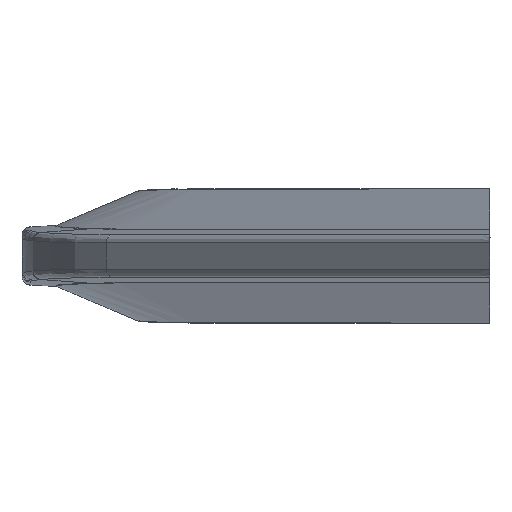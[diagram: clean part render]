
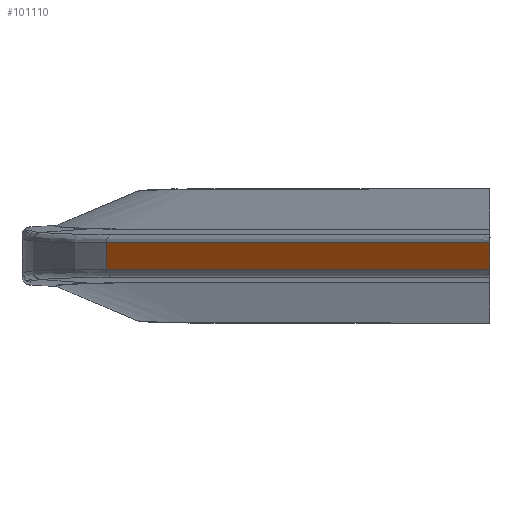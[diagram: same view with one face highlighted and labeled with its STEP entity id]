
A CAD part, left-side view. The second image highlights one B-rep face of the part: STEP entity #101110.
In plain terms, the highlighted face is planar.
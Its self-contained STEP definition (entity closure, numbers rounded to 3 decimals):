
#72090=CARTESIAN_POINT('',(-261.231,34.204,
0.933));
#72100=VERTEX_POINT('',#72090);
#72130=CARTESIAN_POINT('',(-261.231,34.204,1.5));
#72140=DIRECTION('',(0.,0.,-1.));
#72150=VECTOR('',#72140,1000.);
#72160=LINE('',#72130,#72150);
#72170=CARTESIAN_POINT('',(-261.231,34.204,
-0.933));
#72180=VERTEX_POINT('',#72170);
#72190=EDGE_CURVE('',#72100,#72180,#72160,.T.);
#84400=CARTESIAN_POINT('',(-231.89,6.887,
-0.933));
#84410=CARTESIAN_POINT('',(-231.91,6.905,
-0.933));
#84420=CARTESIAN_POINT('',(-231.93,6.924,
-0.933));
#84430=CARTESIAN_POINT('',(-236.82,11.477,
-0.933));
#84440=CARTESIAN_POINT('',(-241.69,16.011,
-0.933));
#84450=CARTESIAN_POINT('',(-251.597,25.234,
-0.933));
#84460=CARTESIAN_POINT('',(-256.633,29.923,
-0.933));
#84470=CARTESIAN_POINT('',(-261.67,34.612,
-0.933));
#84480=B_SPLINE_CURVE_WITH_KNOTS('',3,(#84400,#84410,#84420,#84430,
#84440,#84450,#84460,#84470),.UNSPECIFIED.,.F.,.F.,(4,2,2,4),(0.,
0.082,20.044,40.689),.UNSPECIFIED.);
#84490=CARTESIAN_POINT('',(-231.89,6.887,
-0.933));
#84500=VERTEX_POINT('',#84490);
#84510=EDGE_CURVE('',#84500,#72180,#84480,.T.);
#85100=CARTESIAN_POINT('',(-261.67,34.612,
0.933));
#85110=CARTESIAN_POINT('',(-256.633,29.923,
0.933));
#85120=CARTESIAN_POINT('',(-251.597,25.234,
0.933));
#85130=CARTESIAN_POINT('',(-241.69,16.011,
0.933));
#85140=CARTESIAN_POINT('',(-236.82,11.477,
0.933));
#85150=CARTESIAN_POINT('',(-231.93,6.924,
0.933));
#85160=CARTESIAN_POINT('',(-231.91,6.905,
0.933));
#85170=CARTESIAN_POINT('',(-231.89,6.887,
0.933));
#85180=B_SPLINE_CURVE_WITH_KNOTS('',3,(#85100,#85110,#85120,#85130,
#85140,#85150,#85160,#85170),.UNSPECIFIED.,.F.,.F.,(4,2,2,4),(
37.338,57.982,77.944,78.026),
.UNSPECIFIED.);
#85190=CARTESIAN_POINT('',(-231.89,6.887,
0.933));
#85200=VERTEX_POINT('',#85190);
#85210=EDGE_CURVE('',#72100,#85200,#85180,.T.);
#100910=CARTESIAN_POINT('',(-231.89,6.887,0.));
#100920=DIRECTION('',(0.,0.,1.));
#100930=VECTOR('',#100920,1.);
#100940=LINE('',#100910,#100930);
#100950=EDGE_CURVE('',#84500,#85200,#100940,.T.);
#101000=CARTESIAN_POINT('',(-224.456,-0.035,1.5));
#101010=DIRECTION('',(0.681,0.732,0.));
#101020=DIRECTION('',(0.732,-0.681,0.));
#101030=AXIS2_PLACEMENT_3D('',#101000,#101010,#101020);
#101040=PLANE('',#101030);
#101050=ORIENTED_EDGE('',*,*,#85210,.F.);
#101060=ORIENTED_EDGE('',*,*,#100950,.T.);
#101070=ORIENTED_EDGE('',*,*,#84510,.F.);
#101080=ORIENTED_EDGE('',*,*,#72190,.T.);
#101090=EDGE_LOOP('',(#101080,#101070,#101060,#101050));
#101100=FACE_OUTER_BOUND('',#101090,.T.);
#101110=ADVANCED_FACE('',(#101100),#101040,.F.);
